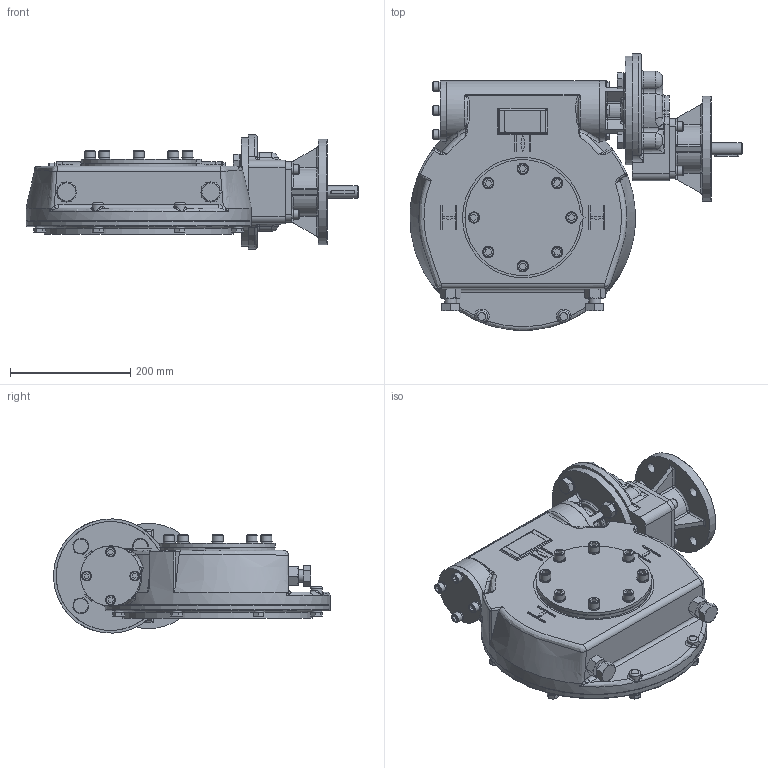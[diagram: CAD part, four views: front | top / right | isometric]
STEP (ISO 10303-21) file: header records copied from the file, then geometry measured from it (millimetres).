
FILE_DESCRIPTION(/* description */ ('Unknown'),/* implementation_level */ '2;1');
FILE_NAME(/* name */ 'PUB-IW63FBIRS-F14-F25',/* time_stamp */ '2016-07-08T13:43:53+01:00',/* author */ ('Unknown'),/* organization */ ('Unknown'),/* preprocessor_version */ 'ST-DEVELOPER v16',/* originating_system */ 'DEX',/* authorisation */ $);
FILE_SCHEMA (('AUTOMOTIVE_DESIGN {1 0 10303 214 3 1 1}'));
Products named in the file (1): PUB-IW63FBIRS-F14-F25
Bounding box: 551.83 x 459.76 x 189.82 mm (x, y, z)
Surface area: 760320.3 mm2 (no closed solid volume)
Topology: 0 solids, 84 shells, 1294 faces, 3815 edges, 2553 vertices
Faces by surface type: plane 659, cylinder 250, cone 167, bspline 101, torus 65, sphere 52
Full cylindrical faces by diameter (mm): 11 x8, 13.835 x11, 16 x8, 16.5 x4, 16.6 x16, 18 x8, 19 x10, 20 x3, 21 x4, 30 x1, 100 x3, 130 x1, 175 x1, 180.9 x1, 190 x1, 200.25 x1
Entity records: 62523 total; most frequent: CARTESIAN_POINT 27220, ORIENTED_EDGE 6064, DIRECTION 5999, EDGE_CURVE 3578, VERTEX_POINT 2512, AXIS2_PLACEMENT_3D 2149, LINE 1701, VECTOR 1701
